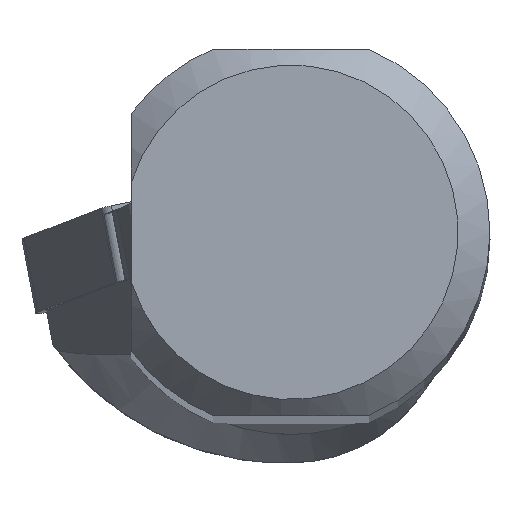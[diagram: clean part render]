
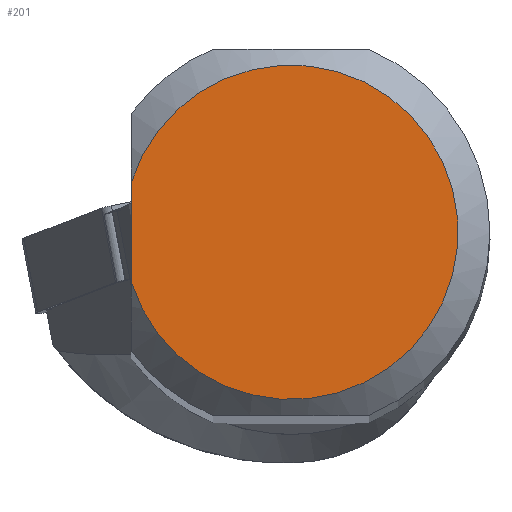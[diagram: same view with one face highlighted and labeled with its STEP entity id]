
A CAD part, top view. The second image highlights one B-rep face of the part: STEP entity #201.
In plain terms, the highlighted planar face has unit normal (0, 0, 1).
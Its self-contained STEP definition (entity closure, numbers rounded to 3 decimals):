
#156=FACE_OUTER_BOUND('',#411,.T.);
#201=ADVANCED_FACE('CU_SU_BP3',(#156),#233,.F.);
#233=PLANE('',#1067);
#285=LINE('',#1627,#348);
#348=VECTOR('',#1241,1.);
#411=EDGE_LOOP('',(#600,#601));
#600=ORIENTED_EDGE('',*,*,#865,.T.);
#601=ORIENTED_EDGE('',*,*,#842,.T.);
#740=VERTEX_POINT('',#1626);
#741=VERTEX_POINT('',#1628);
#842=EDGE_CURVE('',#741,#740,#285,.T.);
#865=EDGE_CURVE('',#740,#741,#912,.T.);
#912=CIRCLE('',#1062,10.491);
#1062=AXIS2_PLACEMENT_3D('',#1693,#1279,#1280);
#1067=AXIS2_PLACEMENT_3D('',#1712,#1289,#1290);
#1241=DIRECTION('',(0.,-1.,0.));
#1279=DIRECTION('',(0.,0.,1.));
#1280=DIRECTION('',(-0.983,-0.185,0.));
#1289=DIRECTION('',(0.,0.,-1.));
#1290=DIRECTION('',(-0.983,-0.185,0.));
#1626=CARTESIAN_POINT('',(-10.009,-3.145,0.));
#1627=CARTESIAN_POINT('',(-10.009,11.5,0.));
#1628=CARTESIAN_POINT('',(-10.009,3.145,0.));
#1693=CARTESIAN_POINT('',(0.,0.,
0.));
#1712=CARTESIAN_POINT('',(-12.491,0.,0.));
